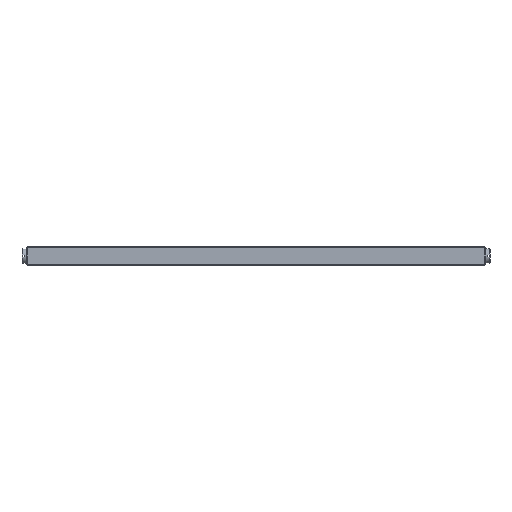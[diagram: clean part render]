
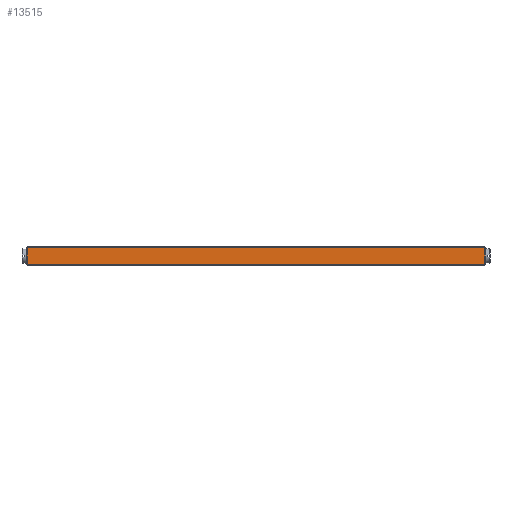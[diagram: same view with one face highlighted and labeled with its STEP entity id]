
A CAD part, front view. The second image highlights one B-rep face of the part: STEP entity #13515.
In plain terms, the highlighted planar face has unit normal (0, -1, 0).
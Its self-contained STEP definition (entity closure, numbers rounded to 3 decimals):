
#10415=FACE_OUTER_BOUND('',#22879,.T.);
#13515=ADVANCED_FACE('',(#10415),#16837,.T.);
#16837=PLANE('',#68799);
#22879=EDGE_LOOP('',(#28509,#28510,#28511,#28512));
#28509=ORIENTED_EDGE('',*,*,#49956,.T.);
#28510=ORIENTED_EDGE('',*,*,#49957,.T.);
#28511=ORIENTED_EDGE('',*,*,#49958,.T.);
#28512=ORIENTED_EDGE('',*,*,#49959,.T.);
#44106=VERTEX_POINT('',#93198);
#44107=VERTEX_POINT('',#93199);
#44108=VERTEX_POINT('',#93201);
#44109=VERTEX_POINT('',#93203);
#49956=EDGE_CURVE('',#44106,#44107,#58021,.T.);
#49957=EDGE_CURVE('',#44107,#44108,#58022,.T.);
#49958=EDGE_CURVE('',#44108,#44109,#58023,.T.);
#49959=EDGE_CURVE('',#44109,#44106,#58024,.T.);
#58021=LINE('',#93197,#63657);
#58022=LINE('',#93200,#63658);
#58023=LINE('',#93202,#63659);
#58024=LINE('',#93204,#63660);
#63657=VECTOR('',#75052,1.);
#63658=VECTOR('',#75053,1.);
#63659=VECTOR('',#75054,1.);
#63660=VECTOR('',#75055,1.);
#68799=AXIS2_PLACEMENT_3D('',#93205,#75056,#75057);
#75052=DIRECTION('',(0.,0.,1.));
#75053=DIRECTION('',(-1.,0.,0.));
#75054=DIRECTION('',(0.,0.,-1.));
#75055=DIRECTION('',(1.,0.,0.));
#75056=DIRECTION('',(0.,-1.,0.));
#75057=DIRECTION('',(0.,0.,-1.));
#93197=CARTESIAN_POINT('',(279.5,-12.,11.));
#93198=CARTESIAN_POINT('',(279.5,-12.,0.5));
#93199=CARTESIAN_POINT('',(279.5,-12.,10.5));
#93200=CARTESIAN_POINT('',(140.,-12.,10.5));
#93201=CARTESIAN_POINT('',(0.5,-12.,10.5));
#93202=CARTESIAN_POINT('',(0.5,-12.,11.));
#93203=CARTESIAN_POINT('',(0.5,-12.,0.5));
#93204=CARTESIAN_POINT('',(140.,-12.,0.5));
#93205=CARTESIAN_POINT('',(140.,-12.,11.));
